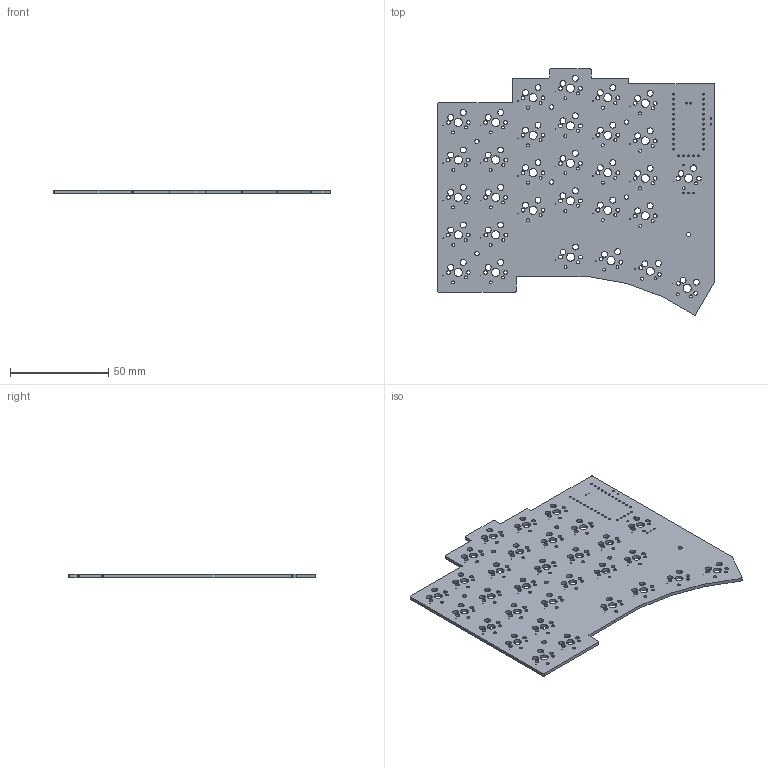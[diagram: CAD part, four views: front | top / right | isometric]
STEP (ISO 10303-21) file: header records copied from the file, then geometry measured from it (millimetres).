
FILE_DESCRIPTION(('KiCad electronic assembly'),'2;1');
FILE_NAME('clackr-left-completed.step','2024-09-08T06:47:36',('Pcbnew'), ('Kicad'),'Open CASCADE STEP processor 7.7','KiCad to STEP converter', 'Unknown');
FILE_SCHEMA(('AUTOMOTIVE_DESIGN { 1 0 10303 214 1 1 1 1 }'));
Length unit declared in the file: millimetre
Products named in the file (2): clackr-left-completed 1; _autosave-clackr-left-completed_PCB
Assembly tree (1 placements, depth 2):
  clackr-left-completed 1
    _autosave-clackr-left-completed_PCB
Bounding box: 140.66 x 125.31 x 1.6 mm (x, y, z)
Volume: 21332 mm3; surface area: 30444.6 mm2
Topology: 1 solids, 1 shells, 363 faces, 1083 edges, 722 vertices
Faces by surface type: cylinder 326, plane 37
Full cylindrical faces by diameter (mm): 0.3 x31, 0.75 x2, 0.9 x2, 1 x29, 1.499 x62, 1.9 x60, 3 x62, 4.1 x31
Entity records: 13798 total; most frequent: DIRECTION 2465, CARTESIAN_POINT 2170, ORIENTED_EDGE 2166, EDGE_CURVE 1083, AXIS2_PLACEMENT_3D 1017, FACE_BOUND 949, EDGE_LOOP 949, VERTEX_POINT 722
